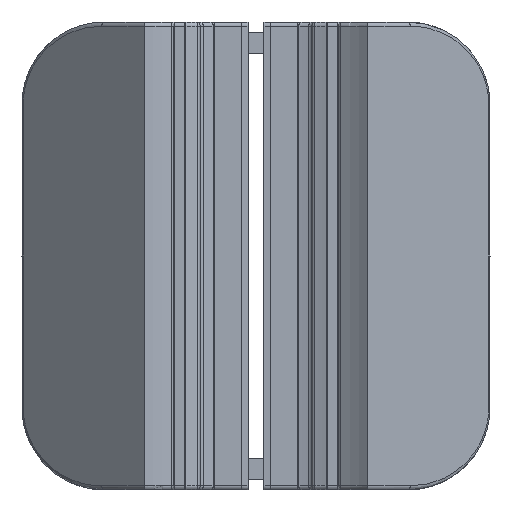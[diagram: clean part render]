
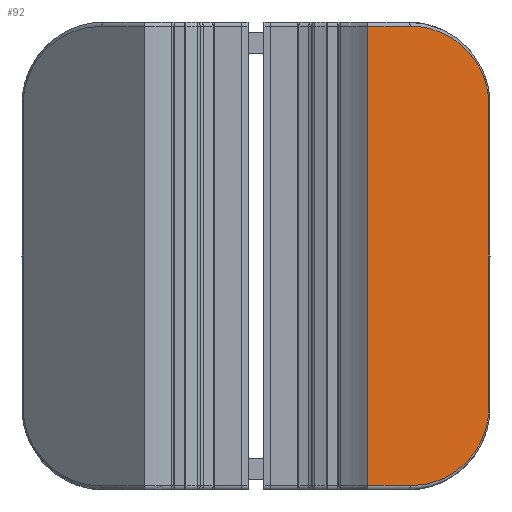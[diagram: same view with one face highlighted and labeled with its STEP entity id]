
A CAD part, left-side view. The second image highlights one B-rep face of the part: STEP entity #92.
In plain terms, the highlighted planar face has unit normal (-0.707, -0.707, 0).
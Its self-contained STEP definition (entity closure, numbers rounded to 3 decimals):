
#92 = ADVANCED_FACE ( 'NONE', ( #2647 ), #9580, .F. ) ;
#336 = ORIENTED_EDGE ( 'NONE', *, *, #10491, .T. ) ;
#361 = ORIENTED_EDGE ( 'NONE', *, *, #936, .T. ) ;
#930 = EDGE_CURVE ( 'NONE', #8342, #8315, #2830, .T. ) ;
#936 = EDGE_CURVE ( 'NONE', #8315, #8321, #972, .T. ) ;
#972 =( BOUNDED_CURVE ( )  B_SPLINE_CURVE ( 3, ( #4774, #4754, #4753, #4759 ),
 .UNSPECIFIED., .F., .T. ) 
 B_SPLINE_CURVE_WITH_KNOTS ( ( 4, 4 ),
 ( 4.712, 6.283 ),
 .UNSPECIFIED. ) 
 CURVE ( )  GEOMETRIC_REPRESENTATION_ITEM ( )  RATIONAL_B_SPLINE_CURVE ( ( 1., 0.805, 0.805, 1. ) ) 
 REPRESENTATION_ITEM ( '' )  );
#1685 = CARTESIAN_POINT ( 'NONE',  ( -24.468, -6.052, 16.7 ) ) ;
#1686 = DIRECTION ( 'NONE',  ( -0.707, 0.707, 0. ) ) ;
#1707 = CARTESIAN_POINT ( 'NONE',  ( -24.468, -6.052, 23.7 ) ) ;
#1708 = DIRECTION ( 'NONE',  ( 0., 0., -1. ) ) ;
#1727 = CARTESIAN_POINT ( 'NONE',  ( -15.677, -14.843, 23.7 ) ) ;
#1731 = CARTESIAN_POINT ( 'NONE',  ( -15.677, -14.843, 11. ) ) ;
#1732 = CARTESIAN_POINT ( 'NONE',  ( -15.677, -14.843, 14.339 ) ) ;
#1736 = DIRECTION ( 'NONE',  ( 0., 0., 1. ) ) ;
#1737 = CARTESIAN_POINT ( 'NONE',  ( -18.038, -12.482, 16.7 ) ) ;
#1738 = CARTESIAN_POINT ( 'NONE',  ( -21.377, -9.143, 16.7 ) ) ;
#2647 = FACE_OUTER_BOUND ( 'NONE', #10103, .T. ) ;
#2830 = LINE ( 'NONE', #8952, #2835 ) ;
#2835 = VECTOR ( 'NONE', #8955, 1000. ) ;
#3559 = CARTESIAN_POINT ( 'NONE',  ( -15.677, -14.843, 11. ) ) ;
#3584 = CARTESIAN_POINT ( 'NONE',  ( -21.377, -9.143, 16.7 ) ) ;
#3602 = CARTESIAN_POINT ( 'NONE',  ( -24.468, -6.052, 16.7 ) ) ;
#4090 = LINE ( 'NONE', #1685, #4091 ) ;
#4091 = VECTOR ( 'NONE', #1686, 1000. ) ;
#4098 = LINE ( 'NONE', #1707, #4101 ) ;
#4101 = VECTOR ( 'NONE', #1708, 1000. ) ;
#4117 = LINE ( 'NONE', #1727, #4119 ) ;
#4119 = VECTOR ( 'NONE', #1736, 1000. ) ;
#4182 = CARTESIAN_POINT ( 'NONE',  ( -21.377, -9.143, -16.7 ) ) ;
#4188 = CARTESIAN_POINT ( 'NONE',  ( -15.677, -14.843, -11. ) ) ;
#4209 = CARTESIAN_POINT ( 'NONE',  ( -24.468, -6.052, -16.7 ) ) ;
#4753 = CARTESIAN_POINT ( 'NONE',  ( -15.677, -14.843, -14.339 ) ) ;
#4754 = CARTESIAN_POINT ( 'NONE',  ( -18.038, -12.482, -16.7 ) ) ;
#4759 = CARTESIAN_POINT ( 'NONE',  ( -15.677, -14.843, -11. ) ) ;
#4774 = CARTESIAN_POINT ( 'NONE',  ( -21.377, -9.143, -16.7 ) ) ;
#4878 = AXIS2_PLACEMENT_3D ( 'NONE', #9578, #9581, #9606 ) ;
#7520 =( BOUNDED_CURVE ( )  B_SPLINE_CURVE ( 3, ( #1731, #1732, #1737, #1738 ),
 .UNSPECIFIED., .F., .T. ) 
 B_SPLINE_CURVE_WITH_KNOTS ( ( 4, 4 ),
 ( 3.142, 4.712 ),
 .UNSPECIFIED. ) 
 CURVE ( )  GEOMETRIC_REPRESENTATION_ITEM ( )  RATIONAL_B_SPLINE_CURVE ( ( 1., 0.805, 0.805, 1. ) ) 
 REPRESENTATION_ITEM ( '' )  );
#8239 = VERTEX_POINT ( 'NONE', #3559 ) ;
#8250 = VERTEX_POINT ( 'NONE', #3584 ) ;
#8268 = VERTEX_POINT ( 'NONE', #3602 ) ;
#8315 = VERTEX_POINT ( 'NONE', #4182 ) ;
#8321 = VERTEX_POINT ( 'NONE', #4188 ) ;
#8342 = VERTEX_POINT ( 'NONE', #4209 ) ;
#8952 = CARTESIAN_POINT ( 'NONE',  ( -24.468, -6.052, -16.7 ) ) ;
#8955 = DIRECTION ( 'NONE',  ( 0.707, -0.707, 0. ) ) ;
#9287 = ORIENTED_EDGE ( 'NONE', *, *, #10477, .T. ) ;
#9304 = ORIENTED_EDGE ( 'NONE', *, *, #10487, .T. ) ;
#9342 = ORIENTED_EDGE ( 'NONE', *, *, #10469, .T. ) ;
#9443 = ORIENTED_EDGE ( 'NONE', *, *, #930, .T. ) ;
#9578 = CARTESIAN_POINT ( 'NONE',  ( -24.468, -6.052, 23.7 ) ) ;
#9580 = PLANE ( 'NONE',  #4878 ) ;
#9581 = DIRECTION ( 'NONE',  ( 0.707, 0.707, 0. ) ) ;
#9606 = DIRECTION ( 'NONE',  ( -0.707, 0.707, 0. ) ) ;
#10103 = EDGE_LOOP ( 'NONE', ( #9304, #9342, #9287, #9443, #361, #336 ) ) ;
#10469 = EDGE_CURVE ( 'NONE', #8250, #8268, #4090, .T. ) ;
#10477 = EDGE_CURVE ( 'NONE', #8268, #8342, #4098, .T. ) ;
#10487 = EDGE_CURVE ( 'NONE', #8239, #8250, #7520, .T. ) ;
#10491 = EDGE_CURVE ( 'NONE', #8321, #8239, #4117, .T. ) ;
